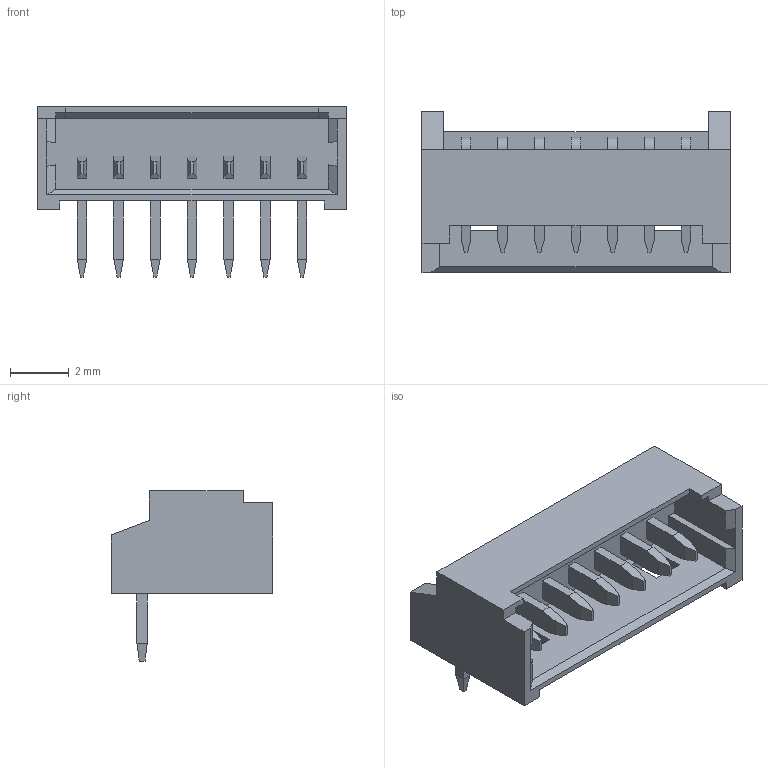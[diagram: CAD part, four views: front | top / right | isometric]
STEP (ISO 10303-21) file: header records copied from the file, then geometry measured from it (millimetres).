
FILE_DESCRIPTION(/* description */ (''),/* implementation_level */ '2;1');
FILE_NAME(/* name */ '530480760wbm000_01_214.stp',/* time_stamp */ '2021-10-22T20:48:31+05:00',/* author */ (''),/* organization */ (''),/* preprocessor_version */ 'ST-DEVELOPER v16.7',/* originating_system */ 'SIEMENS PLM Software NX 1919',/* authorisation */ '');
FILE_SCHEMA (('AUTOMOTIVE_DESIGN { 1 0 10303 214 3 1 1 1 }'));
Length unit declared in the file: millimetre
Products named in the file (1): 530480760wbm000_01
Bounding box: 10.5 x 5.5 x 5.8 mm (x, y, z)
Volume: 83 mm3; surface area: 305.7 mm2
Topology: 1 solids, 1 shells, 199 faces, 515 edges, 332 vertices
Faces by surface type: plane 192, cylinder 7
Entity records: 5943 total; most frequent: CARTESIAN_POINT 1047, ORIENTED_EDGE 1030, DIRECTION 929, EDGE_CURVE 515, LINE 501, VECTOR 501, VERTEX_POINT 332, EDGE_LOOP 217
